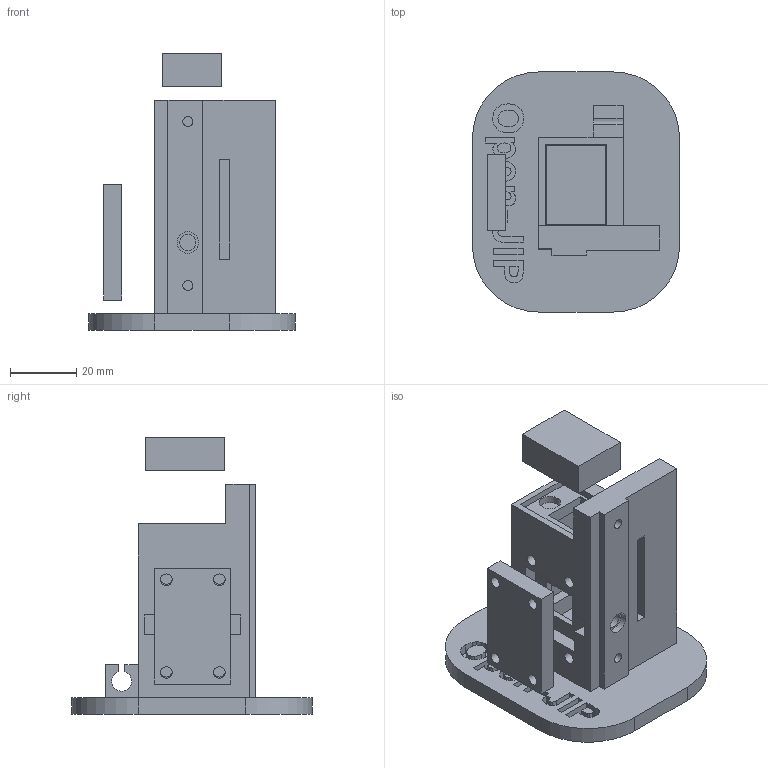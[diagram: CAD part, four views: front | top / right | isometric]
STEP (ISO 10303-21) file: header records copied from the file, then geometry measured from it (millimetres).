
FILE_DESCRIPTION(/* description */ (''),/* implementation_level */ '2;1');
FILE_NAME(/* name */ 'Open-JIPAlgae(DesktopVersion) v11.step',/* time_stamp */ '2021-03-07T12:55:28+11:00',/* author */ (''),/* organization */ (''),/* preprocessor_version */ 'ST-DEVELOPER v18.1',/* originating_system */ 'Autodesk Translation Framework v9.7.0.1280',/* authorisation */ '');
FILE_SCHEMA (('AUTOMOTIVE_DESIGN { 1 0 10303 214 3 1 1 }'));
Length unit declared in the file: millimetre
Products named in the file (4): Open-JIPAlgae(DesktopVersion); Cuvette Housing; LED Cover; Lid
Assembly tree (3 placements, depth 2):
  Open-JIPAlgae(DesktopVersion)
    Cuvette Housing
    LED Cover
    Lid
Bounding box: 62.5 x 72.5 x 83.5 mm (x, y, z)
Volume: 66535.1 mm3; surface area: 28088.1 mm2
Topology: 3 solids, 3 shells, 235 faces, 618 edges, 412 vertices
Faces by surface type: plane 133, bspline 83, cylinder 19
Full cylindrical faces by diameter (mm): 3 x2, 3.5 x8, 4.9 x1, 6.4 x2, 6.5 x1
Entity records: 8116 total; most frequent: CARTESIAN_POINT 2683, ORIENTED_EDGE 1236, DIRECTION 808, EDGE_CURVE 618, LINE 414, VECTOR 414, VERTEX_POINT 412, EDGE_LOOP 274
